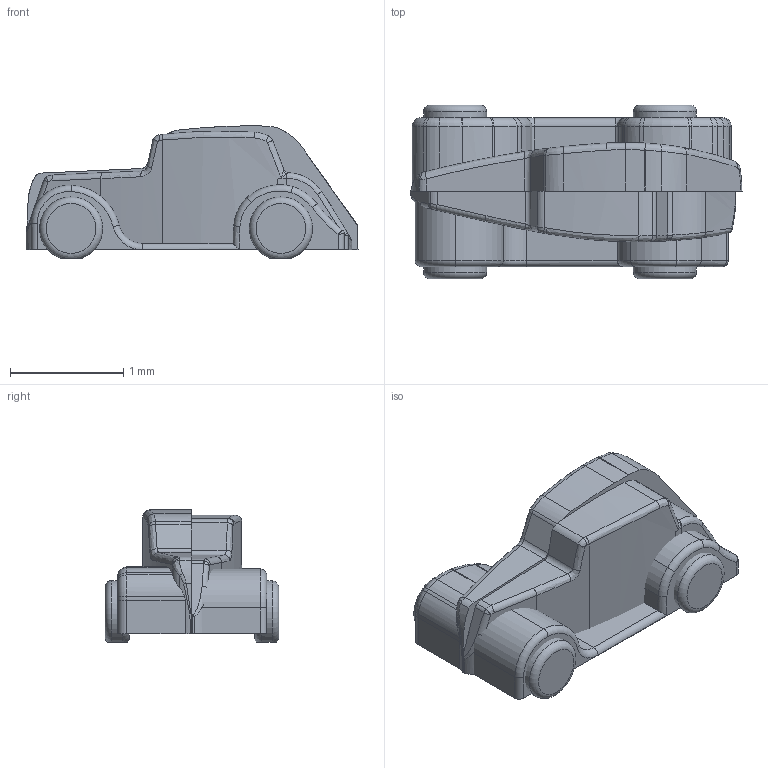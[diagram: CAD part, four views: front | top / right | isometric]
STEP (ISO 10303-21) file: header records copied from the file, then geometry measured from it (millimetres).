
FILE_DESCRIPTION(/* description */ (''),/* implementation_level */ '2;1');
FILE_NAME(/* name */ 'compareBody.stp',/* time_stamp */ '2025-03-15T12:36:25+01:00',/* author */ ('Matte'),/* organization */ (''),/* preprocessor_version */ 'ST-DEVELOPER v20',/* originating_system */ 'Autodesk Inventor 2025',/* authorisation */ '');
FILE_SCHEMA (('AUTOMOTIVE_DESIGN { 1 0 10303 214 3 1 1 }'));
Length unit declared in the file: millimetre
Products named in the file (1): compareBody
Bounding box: 2.93 x 1.53 x 1.17 mm (x, y, z)
Volume: 2.8 mm3; surface area: 25.3 mm2
Topology: 7 solids, 7 shells, 207 faces, 501 edges, 305 vertices
Faces by surface type: cylinder 83, torus 43, bspline 42, plane 38, sphere 1
Entity records: 7348 total; most frequent: CARTESIAN_POINT 2578, DIRECTION 1007, ORIENTED_EDGE 996, EDGE_CURVE 498, AXIS2_PLACEMENT_3D 434, VERTEX_POINT 305, CIRCLE 233, FACE_OUTER_BOUND 207
